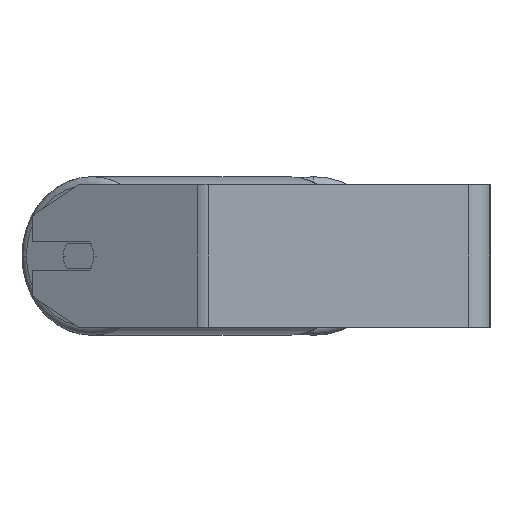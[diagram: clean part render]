
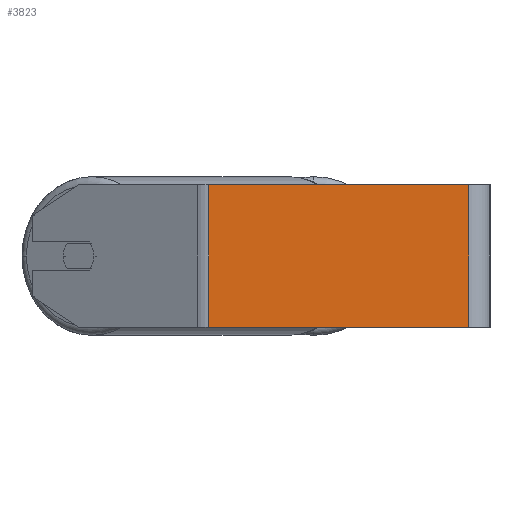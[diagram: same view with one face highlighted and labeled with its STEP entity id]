
A CAD part, left-side view. The second image highlights one B-rep face of the part: STEP entity #3823.
In plain terms, the highlighted planar face has unit normal (-1, 0, 0).
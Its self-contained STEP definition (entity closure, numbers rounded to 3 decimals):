
#160 = FACE_OUTER_BOUND ( 'NONE', #7824, .T. ) ;
#784 = VECTOR ( 'NONE', #2738, 1000. ) ;
#967 = VERTEX_POINT ( 'NONE', #2320 ) ;
#996 = DIRECTION ( 'NONE',  ( 1., 0., 0. ) ) ;
#1216 = ORIENTED_EDGE ( 'NONE', *, *, #2622, .T. ) ;
#1873 = EDGE_CURVE ( 'NONE', #967, #5966, #3227, .T. ) ;
#2320 = CARTESIAN_POINT ( 'NONE',  ( -400., 12., 40. ) ) ;
#2415 = CARTESIAN_POINT ( 'NONE',  ( -400., 161.078, -40. ) ) ;
#2430 = CARTESIAN_POINT ( 'NONE',  ( -400., 12., 40. ) ) ;
#2572 = CARTESIAN_POINT ( 'NONE',  ( -400., 157.863, 40. ) ) ;
#2622 = EDGE_CURVE ( 'NONE', #7740, #3817, #7812, .T. ) ;
#2625 = ORIENTED_EDGE ( 'NONE', *, *, #3147, .F. ) ;
#2738 = DIRECTION ( 'NONE',  ( 0., -1., 0. ) ) ;
#3030 = CARTESIAN_POINT ( 'NONE',  ( -400., 157.863, 40. ) ) ;
#3147 = EDGE_CURVE ( 'NONE', #7740, #967, #5087, .T. ) ;
#3227 = LINE ( 'NONE', #2430, #5573 ) ;
#3322 = VECTOR ( 'NONE', #7194, 1000. ) ;
#3615 = CARTESIAN_POINT ( 'NONE',  ( -400., 12., -40. ) ) ;
#3817 = VERTEX_POINT ( 'NONE', #6225 ) ;
#3823 = ADVANCED_FACE ( 'NONE', ( #160 ), #4359, .F. ) ;
#4359 = PLANE ( 'NONE',  #8148 ) ;
#5087 = LINE ( 'NONE', #8631, #784 ) ;
#5152 = DIRECTION ( 'NONE',  ( 0., 0., -1. ) ) ;
#5573 = VECTOR ( 'NONE', #7956, 1000. ) ;
#5778 = LINE ( 'NONE', #2415, #6155 ) ;
#5818 = DIRECTION ( 'NONE',  ( 0., -1., 0. ) ) ;
#5966 = VERTEX_POINT ( 'NONE', #3615 ) ;
#6155 = VECTOR ( 'NONE', #5818, 1000. ) ;
#6225 = CARTESIAN_POINT ( 'NONE',  ( -400., 157.863, -40. ) ) ;
#6816 = EDGE_CURVE ( 'NONE', #3817, #5966, #5778, .T. ) ;
#7030 = ORIENTED_EDGE ( 'NONE', *, *, #6816, .T. ) ;
#7194 = DIRECTION ( 'NONE',  ( 0., 0., -1. ) ) ;
#7461 = ORIENTED_EDGE ( 'NONE', *, *, #1873, .F. ) ;
#7740 = VERTEX_POINT ( 'NONE', #3030 ) ;
#7812 = LINE ( 'NONE', #2572, #3322 ) ;
#7824 = EDGE_LOOP ( 'NONE', ( #7030, #7461, #2625, #1216 ) ) ;
#7956 = DIRECTION ( 'NONE',  ( 0., 0., -1. ) ) ;
#8148 = AXIS2_PLACEMENT_3D ( 'NONE', #8353, #996, #5152 ) ;
#8353 = CARTESIAN_POINT ( 'NONE',  ( -400., 161.078, 40. ) ) ;
#8631 = CARTESIAN_POINT ( 'NONE',  ( -400., 161.078, 40. ) ) ;
